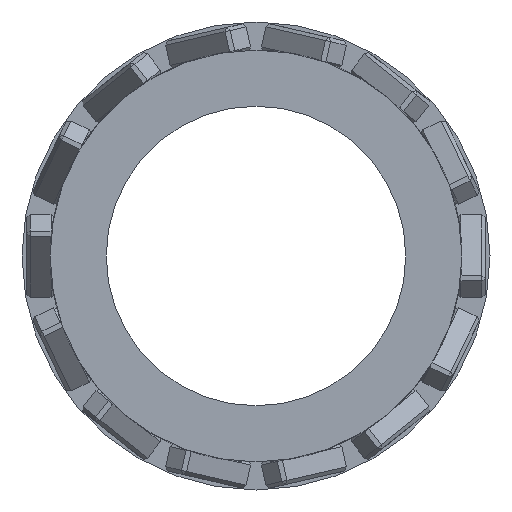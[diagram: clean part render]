
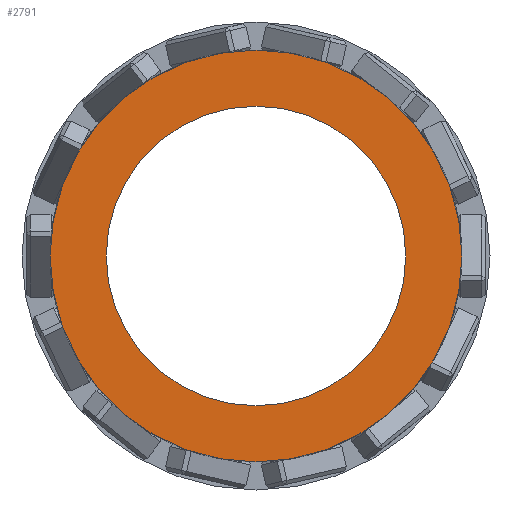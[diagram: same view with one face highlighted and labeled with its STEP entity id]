
A CAD part, left-side view. The second image highlights one B-rep face of the part: STEP entity #2791.
In plain terms, the highlighted planar face has unit normal (-1, 0, 0).
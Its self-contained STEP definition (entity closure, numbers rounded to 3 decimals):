
#74 = CYLINDRICAL_SURFACE('',#75,320.);
#75 = AXIS2_PLACEMENT_3D('',#76,#77,#78);
#76 = CARTESIAN_POINT('',(-225.,0.,0.));
#77 = DIRECTION('',(1.,0.,0.));
#78 = DIRECTION('',(0.,0.,-1.));
#146 = VERTEX_POINT('',#147);
#147 = CARTESIAN_POINT('',(-200.,0.,-320.));
#168 = EDGE_CURVE('',#146,#146,#169,.T.);
#169 = SURFACE_CURVE('',#170,(#175,#182),.PCURVE_S1.);
#170 = CIRCLE('',#171,320.);
#171 = AXIS2_PLACEMENT_3D('',#172,#173,#174);
#172 = CARTESIAN_POINT('',(-200.,0.,0.));
#173 = DIRECTION('',(1.,0.,0.));
#174 = DIRECTION('',(0.,0.,-1.));
#175 = PCURVE('',#74,#176);
#176 = DEFINITIONAL_REPRESENTATION('',(#177),#181);
#177 = LINE('',#178,#179);
#178 = CARTESIAN_POINT('',(0.,25.));
#179 = VECTOR('',#180,1.);
#180 = DIRECTION('',(1.,0.));
#181 = ( GEOMETRIC_REPRESENTATION_CONTEXT(2) 
PARAMETRIC_REPRESENTATION_CONTEXT() REPRESENTATION_CONTEXT('2D SPACE',''
  ) );
#182 = PCURVE('',#183,#188);
#183 = PLANE('',#184);
#184 = AXIS2_PLACEMENT_3D('',#185,#186,#187);
#185 = CARTESIAN_POINT('',(-200.,0.,0.));
#186 = DIRECTION('',(1.,0.,0.));
#187 = DIRECTION('',(0.,0.,-1.));
#188 = DEFINITIONAL_REPRESENTATION('',(#189),#193);
#189 = CIRCLE('',#190,320.);
#190 = AXIS2_PLACEMENT_2D('',#191,#192);
#191 = CARTESIAN_POINT('',(0.,0.));
#192 = DIRECTION('',(1.,0.));
#193 = ( GEOMETRIC_REPRESENTATION_CONTEXT(2) 
PARAMETRIC_REPRESENTATION_CONTEXT() REPRESENTATION_CONTEXT('2D SPACE',''
  ) );
#2791 = ADVANCED_FACE('',(#2792,#2823),#183,.F.);
#2792 = FACE_BOUND('',#2793,.F.);
#2793 = EDGE_LOOP('',(#2794));
#2794 = ORIENTED_EDGE('',*,*,#2795,.T.);
#2795 = EDGE_CURVE('',#2796,#2796,#2798,.T.);
#2796 = VERTEX_POINT('',#2797);
#2797 = CARTESIAN_POINT('',(-200.,0.,-440.));
#2798 = SURFACE_CURVE('',#2799,(#2804,#2811),.PCURVE_S1.);
#2799 = CIRCLE('',#2800,440.);
#2800 = AXIS2_PLACEMENT_3D('',#2801,#2802,#2803);
#2801 = CARTESIAN_POINT('',(-200.,0.,0.));
#2802 = DIRECTION('',(1.,-0.,0.));
#2803 = DIRECTION('',(0.,0.,-1.));
#2804 = PCURVE('',#183,#2805);
#2805 = DEFINITIONAL_REPRESENTATION('',(#2806),#2810);
#2806 = CIRCLE('',#2807,440.);
#2807 = AXIS2_PLACEMENT_2D('',#2808,#2809);
#2808 = CARTESIAN_POINT('',(0.,0.));
#2809 = DIRECTION('',(1.,0.));
#2810 = ( GEOMETRIC_REPRESENTATION_CONTEXT(2) 
PARAMETRIC_REPRESENTATION_CONTEXT() REPRESENTATION_CONTEXT('2D SPACE',''
  ) );
#2811 = PCURVE('',#2812,#2817);
#2812 = CYLINDRICAL_SURFACE('',#2813,440.);
#2813 = AXIS2_PLACEMENT_3D('',#2814,#2815,#2816);
#2814 = CARTESIAN_POINT('',(-200.,0.,0.));
#2815 = DIRECTION('',(1.,0.,0.));
#2816 = DIRECTION('',(0.,0.,-1.));
#2817 = DEFINITIONAL_REPRESENTATION('',(#2818),#2822);
#2818 = LINE('',#2819,#2820);
#2819 = CARTESIAN_POINT('',(0.,0.));
#2820 = VECTOR('',#2821,1.);
#2821 = DIRECTION('',(1.,0.));
#2822 = ( GEOMETRIC_REPRESENTATION_CONTEXT(2) 
PARAMETRIC_REPRESENTATION_CONTEXT() REPRESENTATION_CONTEXT('2D SPACE',''
  ) );
#2823 = FACE_BOUND('',#2824,.F.);
#2824 = EDGE_LOOP('',(#2825));
#2825 = ORIENTED_EDGE('',*,*,#168,.F.);
